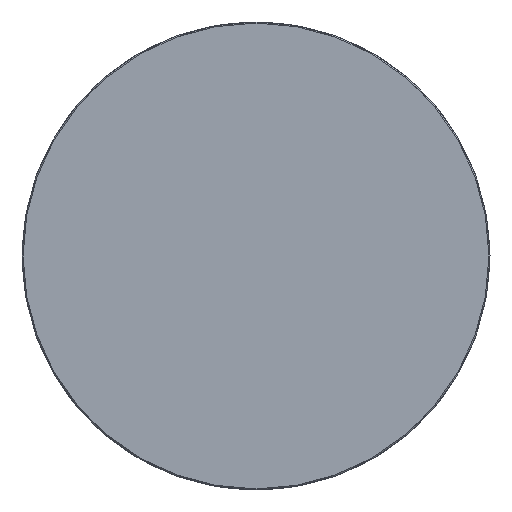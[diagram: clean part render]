
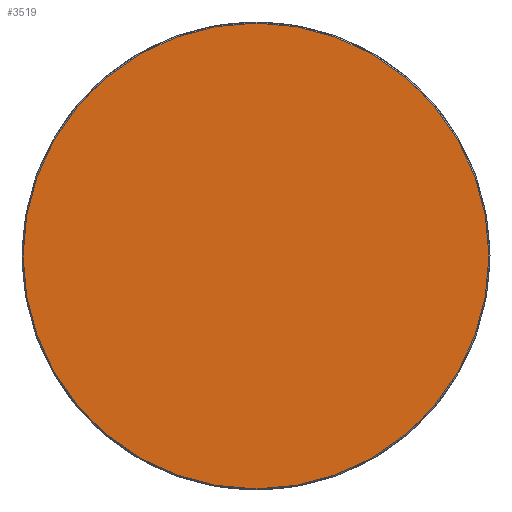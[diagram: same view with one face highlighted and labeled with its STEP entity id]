
A CAD part, left-side view. The second image highlights one B-rep face of the part: STEP entity #3519.
In plain terms, the highlighted planar face has unit normal (-1, 0, 0).
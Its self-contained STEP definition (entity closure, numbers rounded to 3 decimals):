
#209 = DIRECTION ( 'NONE',  ( -1., 0., 0. ) ) ;
#213 = CARTESIAN_POINT ( 'NONE',  ( -188.9, 0., 105.5 ) ) ;
#240 = CIRCLE ( 'NONE', #595, 105.5 ) ;
#595 = AXIS2_PLACEMENT_3D ( 'NONE', #3362, #1882, #2487 ) ;
#893 = ORIENTED_EDGE ( 'NONE', *, *, #1026, .T. ) ;
#1026 = EDGE_CURVE ( 'NONE', #3402, #1862, #240, .T. ) ;
#1156 = FACE_OUTER_BOUND ( 'NONE', #2006, .T. ) ;
#1188 = ORIENTED_EDGE ( 'NONE', *, *, #2611, .T. ) ;
#1269 = PLANE ( 'NONE',  #1501 ) ;
#1421 = CIRCLE ( 'NONE', #3851, 105.5 ) ;
#1501 = AXIS2_PLACEMENT_3D ( 'NONE', #2810, #3759, #1869 ) ;
#1862 = VERTEX_POINT ( 'NONE', #4055 ) ;
#1869 = DIRECTION ( 'NONE',  ( 0., 0., -1. ) ) ;
#1882 = DIRECTION ( 'NONE',  ( -1., 0., 0. ) ) ;
#2006 = EDGE_LOOP ( 'NONE', ( #1188, #893 ) ) ;
#2413 = DIRECTION ( 'NONE',  ( 0., 0., -1. ) ) ;
#2487 = DIRECTION ( 'NONE',  ( 0., 0., -1. ) ) ;
#2611 = EDGE_CURVE ( 'NONE', #1862, #3402, #1421, .T. ) ;
#2810 = CARTESIAN_POINT ( 'NONE',  ( -188.9, -106.766, 106.766 ) ) ;
#3362 = CARTESIAN_POINT ( 'NONE',  ( -188.9, 0., 0. ) ) ;
#3402 = VERTEX_POINT ( 'NONE', #213 ) ;
#3519 = ADVANCED_FACE ( 'NONE', ( #1156 ), #1269, .F. ) ;
#3645 = CARTESIAN_POINT ( 'NONE',  ( -188.9, 0., 0. ) ) ;
#3759 = DIRECTION ( 'NONE',  ( 1., 0., 0. ) ) ;
#3851 = AXIS2_PLACEMENT_3D ( 'NONE', #3645, #209, #2413 ) ;
#4055 = CARTESIAN_POINT ( 'NONE',  ( -188.9, 0., -105.5 ) ) ;
